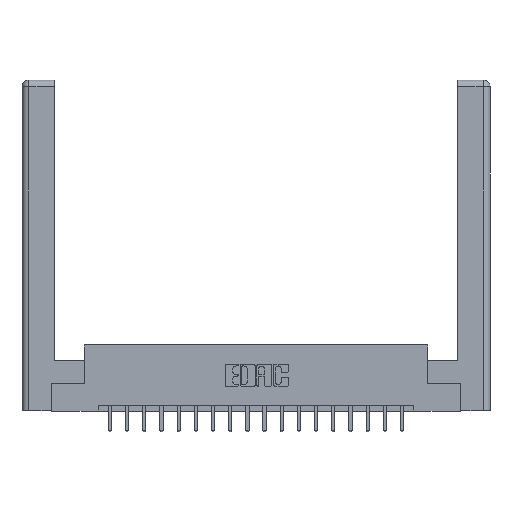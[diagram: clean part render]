
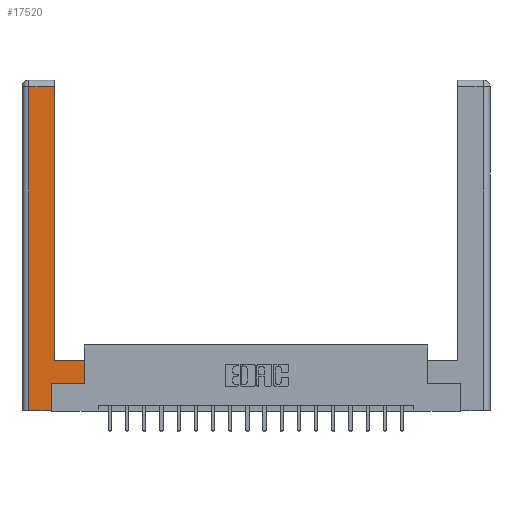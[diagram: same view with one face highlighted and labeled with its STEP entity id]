
A CAD part, top view. The second image highlights one B-rep face of the part: STEP entity #17520.
In plain terms, the highlighted planar face has unit normal (0, 0, 1).
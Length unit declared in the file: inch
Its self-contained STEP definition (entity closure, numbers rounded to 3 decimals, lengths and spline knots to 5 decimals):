
#143 = VERTEX_POINT ( 'NONE', #13548 ) ;
#1543 = DIRECTION ( 'NONE',  ( 1., 0., 0. ) ) ;
#1730 = CARTESIAN_POINT ( 'NONE',  ( 0.565, 0.45, 0. ) ) ;
#3863 = ORIENTED_EDGE ( 'NONE', *, *, #16547, .T. ) ;
#3889 = EDGE_CURVE ( 'NONE', #11949, #16648, #14754, .T. ) ;
#4180 = CARTESIAN_POINT ( 'NONE',  ( 0.0615, 0., 0. ) ) ;
#5194 = ORIENTED_EDGE ( 'NONE', *, *, #14738, .T. ) ;
#5217 = DIRECTION ( 'NONE',  ( 0., 1., 0. ) ) ;
#5518 = VECTOR ( 'NONE', #14827, 39.37008 ) ;
#5668 = AXIS2_PLACEMENT_3D ( 'NONE', #6346, #15527, #9481 ) ;
#5711 = EDGE_CURVE ( 'NONE', #7955, #11949, #11115, .T. ) ;
#6214 = CARTESIAN_POINT ( 'NONE',  ( 0.265, 0., 0. ) ) ;
#6346 = CARTESIAN_POINT ( 'NONE',  ( 0., 0., 0. ) ) ;
#6638 = DIRECTION ( 'NONE',  ( 1., 0., 0. ) ) ;
#6930 = CARTESIAN_POINT ( 'NONE',  ( 0.265, 0., 0. ) ) ;
#6997 = ORIENTED_EDGE ( 'NONE', *, *, #5711, .T. ) ;
#7131 = DIRECTION ( 'NONE',  ( 0., -1., 0. ) ) ;
#7161 = CARTESIAN_POINT ( 'NONE',  ( 0.265, 0.245, 0. ) ) ;
#7619 = FACE_OUTER_BOUND ( 'NONE', #9547, .T. ) ;
#7663 = ORIENTED_EDGE ( 'NONE', *, *, #9648, .T. ) ;
#7955 = VERTEX_POINT ( 'NONE', #6930 ) ;
#8166 = VERTEX_POINT ( 'NONE', #13070 ) ;
#9294 = VECTOR ( 'NONE', #7131, 39.37008 ) ;
#9438 = CARTESIAN_POINT ( 'NONE',  ( 0.565, 0.245, 0. ) ) ;
#9481 = DIRECTION ( 'NONE',  ( -1., 0., 0. ) ) ;
#9498 = EDGE_CURVE ( 'NONE', #16523, #8166, #17458, .T. ) ;
#9547 = EDGE_LOOP ( 'NONE', ( #3863, #17916, #7663, #17300, #6997, #15972, #5194, #17781 ) ) ;
#9588 = LINE ( 'NONE', #1730, #13165 ) ;
#9648 = EDGE_CURVE ( 'NONE', #8166, #18671, #11893, .T. ) ;
#10179 = CARTESIAN_POINT ( 'NONE',  ( 0.295, 3., 0. ) ) ;
#10738 = DIRECTION ( 'NONE',  ( 0., 1., 0. ) ) ;
#11115 = LINE ( 'NONE', #15819, #16378 ) ;
#11140 = EDGE_CURVE ( 'NONE', #18671, #7955, #16883, .T. ) ;
#11610 = VECTOR ( 'NONE', #1543, 39.37008 ) ;
#11705 = EDGE_CURVE ( 'NONE', #143, #14068, #12523, .T. ) ;
#11893 = LINE ( 'NONE', #4180, #9294 ) ;
#11949 = VERTEX_POINT ( 'NONE', #7161 ) ;
#12133 = VECTOR ( 'NONE', #6638, 39.37008 ) ;
#12293 = DIRECTION ( 'NONE',  ( -1., 0., 0. ) ) ;
#12421 = CARTESIAN_POINT ( 'NONE',  ( 0.295, 0.45, 0. ) ) ;
#12523 = LINE ( 'NONE', #12421, #15385 ) ;
#13070 = CARTESIAN_POINT ( 'NONE',  ( 0.0615, 2.94, 0. ) ) ;
#13165 = VECTOR ( 'NONE', #10738, 39.37008 ) ;
#13548 = CARTESIAN_POINT ( 'NONE',  ( 0.565, 0.45, 0. ) ) ;
#13946 = PLANE ( 'NONE',  #5668 ) ;
#14068 = VERTEX_POINT ( 'NONE', #15107 ) ;
#14365 = CARTESIAN_POINT ( 'NONE',  ( 0.565, 0.245, 0. ) ) ;
#14738 = EDGE_CURVE ( 'NONE', #16648, #143, #9588, .T. ) ;
#14754 = LINE ( 'NONE', #14365, #12133 ) ;
#14827 = DIRECTION ( 'NONE',  ( 0., 1., 0. ) ) ;
#15107 = CARTESIAN_POINT ( 'NONE',  ( 0.295, 0.45, 0. ) ) ;
#15385 = VECTOR ( 'NONE', #12293, 39.37008 ) ;
#15527 = DIRECTION ( 'NONE',  ( 0., 0., -1. ) ) ;
#15755 = LINE ( 'NONE', #10179, #5518 ) ;
#15819 = CARTESIAN_POINT ( 'NONE',  ( 0.265, 0.245, 0. ) ) ;
#15972 = ORIENTED_EDGE ( 'NONE', *, *, #3889, .T. ) ;
#15987 = VECTOR ( 'NONE', #19265, 39.37008 ) ;
#16378 = VECTOR ( 'NONE', #5217, 39.37008 ) ;
#16523 = VERTEX_POINT ( 'NONE', #18056 ) ;
#16547 = EDGE_CURVE ( 'NONE', #14068, #16523, #15755, .T. ) ;
#16648 = VERTEX_POINT ( 'NONE', #9438 ) ;
#16883 = LINE ( 'NONE', #6214, #11610 ) ;
#17300 = ORIENTED_EDGE ( 'NONE', *, *, #11140, .T. ) ;
#17458 = LINE ( 'NONE', #19325, #15987 ) ;
#17520 = ADVANCED_FACE ( 'NONE', ( #7619 ), #13946, .F. ) ;
#17781 = ORIENTED_EDGE ( 'NONE', *, *, #11705, .T. ) ;
#17916 = ORIENTED_EDGE ( 'NONE', *, *, #9498, .T. ) ;
#18056 = CARTESIAN_POINT ( 'NONE',  ( 0.295, 2.94, 0. ) ) ;
#18062 = CARTESIAN_POINT ( 'NONE',  ( 0.0615, 0., 0. ) ) ;
#18671 = VERTEX_POINT ( 'NONE', #18062 ) ;
#19265 = DIRECTION ( 'NONE',  ( -1., 0., 0. ) ) ;
#19325 = CARTESIAN_POINT ( 'NONE',  ( 0.0615, 2.94, 0. ) ) ;
